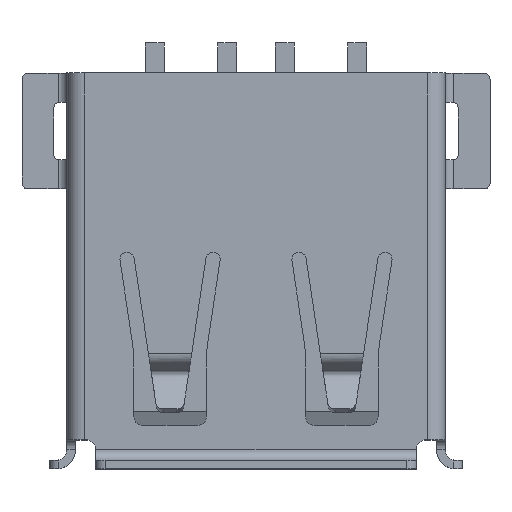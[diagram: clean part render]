
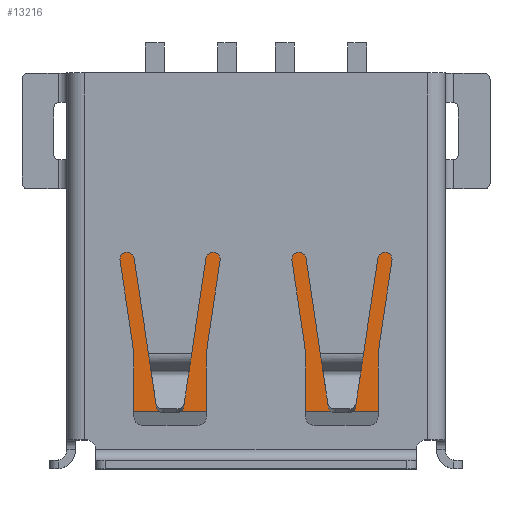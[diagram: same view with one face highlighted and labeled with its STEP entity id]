
A CAD part, top view. The second image highlights one B-rep face of the part: STEP entity #13216.
In plain terms, the highlighted planar face has unit normal (0, 0, 1).
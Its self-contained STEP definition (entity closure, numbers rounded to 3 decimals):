
#1526 = VECTOR ( 'NONE', #30188, 1000. ) ;
#3716 = ORIENTED_EDGE ( 'NONE', *, *, #27076, .T. ) ;
#9298 = VECTOR ( 'NONE', #38568, 1000. ) ;
#9416 = ORIENTED_EDGE ( 'NONE', *, *, #35185, .T. ) ;
#9802 = CARTESIAN_POINT ( 'NONE',  ( -5.3, -23.851, 5.93 ) ) ;
#10402 = DIRECTION ( 'NONE',  ( 0., -1., 0. ) ) ;
#11361 = CARTESIAN_POINT ( 'NONE',  ( 5.3, -5., 5.93 ) ) ;
#12716 = VERTEX_POINT ( 'NONE', #18697 ) ;
#13069 = CARTESIAN_POINT ( 'NONE',  ( 5.3, -23.851, 5.93 ) ) ;
#13216 = ADVANCED_FACE ( 'NONE', ( #14416 ), #29755, .F. ) ;
#13620 = CARTESIAN_POINT ( 'NONE',  ( 5.3, -11.7, 5.93 ) ) ;
#14006 = AXIS2_PLACEMENT_3D ( 'NONE', #20223, #14612, #20412 ) ;
#14416 = FACE_OUTER_BOUND ( 'NONE', #18230, .T. ) ;
#14450 = LINE ( 'NONE', #21224, #1526 ) ;
#14612 = DIRECTION ( 'NONE',  ( 0., 0., -1. ) ) ;
#15605 = VERTEX_POINT ( 'NONE', #35067 ) ;
#17590 = EDGE_CURVE ( 'NONE', #12716, #15605, #25023, .T. ) ;
#17773 = ORIENTED_EDGE ( 'NONE', *, *, #36062, .T. ) ;
#18230 = EDGE_LOOP ( 'NONE', ( #3716, #17773, #9416, #35027 ) ) ;
#18697 = CARTESIAN_POINT ( 'NONE',  ( -5.3, -5., 5.93 ) ) ;
#20069 = VECTOR ( 'NONE', #37957, 1000. ) ;
#20223 = CARTESIAN_POINT ( 'NONE',  ( -5.5, -23.851, 5.93 ) ) ;
#20412 = DIRECTION ( 'NONE',  ( -1., 0., 0. ) ) ;
#21224 = CARTESIAN_POINT ( 'NONE',  ( -5.5, -5., 5.93 ) ) ;
#23157 = LINE ( 'NONE', #28918, #20069 ) ;
#25023 = LINE ( 'NONE', #9802, #37846 ) ;
#25246 = LINE ( 'NONE', #13069, #9298 ) ;
#26043 = VERTEX_POINT ( 'NONE', #13620 ) ;
#27076 = EDGE_CURVE ( 'NONE', #15605, #26043, #23157, .T. ) ;
#28918 = CARTESIAN_POINT ( 'NONE',  ( 5.5, -11.7, 5.93 ) ) ;
#29755 = PLANE ( 'NONE',  #14006 ) ;
#30188 = DIRECTION ( 'NONE',  ( -1., 0., 0. ) ) ;
#33770 = VERTEX_POINT ( 'NONE', #11361 ) ;
#35027 = ORIENTED_EDGE ( 'NONE', *, *, #17590, .T. ) ;
#35067 = CARTESIAN_POINT ( 'NONE',  ( -5.3, -11.7, 5.93 ) ) ;
#35185 = EDGE_CURVE ( 'NONE', #33770, #12716, #14450, .T. ) ;
#36062 = EDGE_CURVE ( 'NONE', #26043, #33770, #25246, .T. ) ;
#37846 = VECTOR ( 'NONE', #10402, 1000. ) ;
#37957 = DIRECTION ( 'NONE',  ( 1., 0., 0. ) ) ;
#38568 = DIRECTION ( 'NONE',  ( 0., 1., 0. ) ) ;
